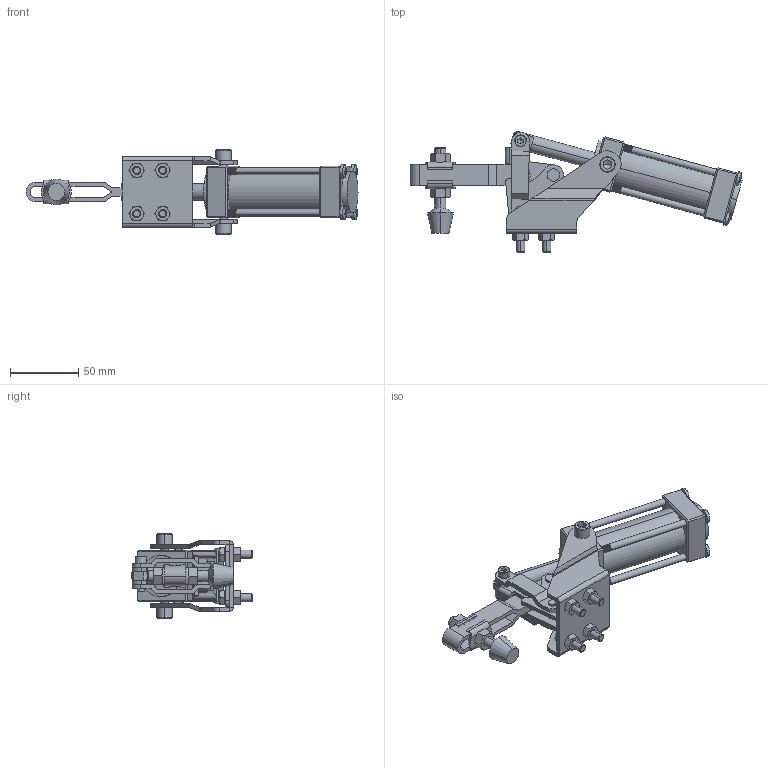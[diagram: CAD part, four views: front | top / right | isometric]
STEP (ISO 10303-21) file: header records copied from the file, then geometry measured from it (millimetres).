
FILE_DESCRIPTION (( 'STEP AP203' ), '1' );
FILE_NAME ('GH-12130-A.STEP', '2023-06-29T01:58:41', ( '' ), ( '' ), 'SwSTEP 2.0', 'SolidWorks 2016', '' );
FILE_SCHEMA (( 'CONFIG_CONTROL_DESIGN' ));
Length unit declared in the file: millimetre
Products named in the file (9): Group4^GH-12130-A(?趙); Group1^GH-12130-A(?趙); 12130A氣缸-1^GH-12130-A(?化); GH-12130-A; 11213009-1^GH-12130-A(?趙); 12130A-CYLINDER-1^GH-12130-A(?趙); Spring pin_4x30L; Group2^GH-12130-A(?趙); Group5^GH-12130-A(?趙)
Assembly tree (8 placements, depth 2):
  GH-12130-A
    Group1^GH-12130-A(?趙)
    Group2^GH-12130-A(?趙)
    Group4^GH-12130-A(?趙)
    Group5^GH-12130-A(?趙)
    12130A氣缸-1^GH-12130-A(?化)
    12130A-CYLINDER-1^GH-12130-A(?趙)
    11213009-1^GH-12130-A(?趙)
    Spring pin_4x30L
Bounding box: 243.22 x 88.79 x 62 mm (x, y, z)
Volume: 154914.4 mm3; surface area: 86043.5 mm2
Topology: 8 solids, 8 shells, 1043 faces, 2535 edges, 1546 vertices
Faces by surface type: plane 448, cone 294, cylinder 283, bspline 8, sphere 8, torus 2
Entity records: 32532 total; most frequent: CARTESIAN_POINT 6917, DIRECTION 5405, ORIENTED_EDGE 5054, EDGE_CURVE 2527, AXIS2_PLACEMENT_3D 2126, VERTEX_POINT 1546, VECTOR 1153, LINE 1153
